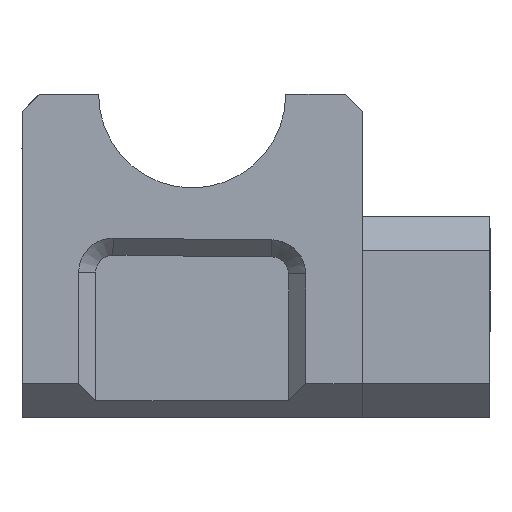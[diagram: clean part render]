
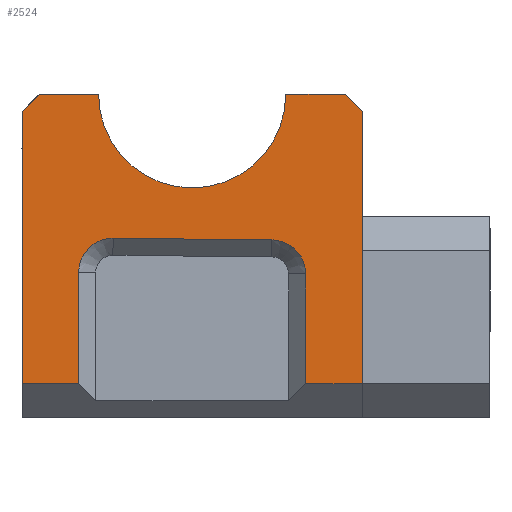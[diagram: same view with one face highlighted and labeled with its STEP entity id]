
A CAD part, left-side view. The second image highlights one B-rep face of the part: STEP entity #2524.
In plain terms, the highlighted planar face has unit normal (-1, 0, 0).
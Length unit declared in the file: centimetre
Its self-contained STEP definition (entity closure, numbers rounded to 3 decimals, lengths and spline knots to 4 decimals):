
#95=LINE('',#3741,#330);
#110=LINE('',#3823,#345);
#114=LINE('',#3831,#349);
#115=LINE('',#3833,#350);
#116=LINE('',#3835,#351);
#117=LINE('',#3839,#352);
#118=LINE('',#3843,#353);
#119=LINE('',#3844,#354);
#120=LINE('',#3846,#355);
#121=LINE('',#3848,#356);
#122=LINE('',#3851,#357);
#330=VECTOR('',#2992,1.);
#345=VECTOR('',#3025,1.);
#349=VECTOR('',#3031,1.);
#350=VECTOR('',#3032,1.);
#351=VECTOR('',#3033,1.);
#352=VECTOR('',#3036,1.);
#353=VECTOR('',#3039,1.);
#354=VECTOR('',#3040,1.);
#355=VECTOR('',#3041,1.);
#356=VECTOR('',#3042,1.);
#357=VECTOR('',#3045,1.);
#576=PLANE('',#2687);
#700=FACE_OUTER_BOUND('',#846,.T.);
#846=EDGE_LOOP('',(#1833,#1834,#1835,#1836,#1837,#1838,#1839,#1840,#1841,
#1842,#1843,#1844,#1845,#1846));
#1012=CIRCLE('',#2688,0.2);
#1013=CIRCLE('',#2689,0.2);
#1014=CIRCLE('',#2690,0.55);
#1141=VERTEX_POINT('',#3738);
#1142=VERTEX_POINT('',#3740);
#1159=VERTEX_POINT('',#3821);
#1160=VERTEX_POINT('',#3822);
#1163=VERTEX_POINT('',#3830);
#1164=VERTEX_POINT('',#3832);
#1165=VERTEX_POINT('',#3834);
#1166=VERTEX_POINT('',#3836);
#1167=VERTEX_POINT('',#3838);
#1168=VERTEX_POINT('',#3840);
#1169=VERTEX_POINT('',#3842);
#1170=VERTEX_POINT('',#3845);
#1171=VERTEX_POINT('',#3847);
#1172=VERTEX_POINT('',#3849);
#1409=EDGE_CURVE('',#1141,#1142,#95,.T.);
#1429=EDGE_CURVE('',#1159,#1160,#110,.T.);
#1433=EDGE_CURVE('',#1159,#1163,#114,.T.);
#1434=EDGE_CURVE('',#1164,#1163,#115,.T.);
#1435=EDGE_CURVE('',#1164,#1165,#116,.T.);
#1436=EDGE_CURVE('',#1165,#1166,#1012,.T.);
#1437=EDGE_CURVE('',#1166,#1167,#117,.T.);
#1438=EDGE_CURVE('',#1167,#1168,#1013,.T.);
#1439=EDGE_CURVE('',#1168,#1169,#118,.T.);
#1440=EDGE_CURVE('',#1142,#1169,#119,.T.);
#1441=EDGE_CURVE('',#1170,#1141,#120,.T.);
#1442=EDGE_CURVE('',#1171,#1170,#121,.F.);
#1443=EDGE_CURVE('',#1171,#1172,#1014,.T.);
#1444=EDGE_CURVE('',#1160,#1172,#122,.F.);
#1833=ORIENTED_EDGE('',*,*,#1429,.F.);
#1834=ORIENTED_EDGE('',*,*,#1433,.T.);
#1835=ORIENTED_EDGE('',*,*,#1434,.F.);
#1836=ORIENTED_EDGE('',*,*,#1435,.T.);
#1837=ORIENTED_EDGE('',*,*,#1436,.T.);
#1838=ORIENTED_EDGE('',*,*,#1437,.T.);
#1839=ORIENTED_EDGE('',*,*,#1438,.T.);
#1840=ORIENTED_EDGE('',*,*,#1439,.T.);
#1841=ORIENTED_EDGE('',*,*,#1440,.F.);
#1842=ORIENTED_EDGE('',*,*,#1409,.F.);
#1843=ORIENTED_EDGE('',*,*,#1441,.F.);
#1844=ORIENTED_EDGE('',*,*,#1442,.F.);
#1845=ORIENTED_EDGE('',*,*,#1443,.T.);
#1846=ORIENTED_EDGE('',*,*,#1444,.F.);
#2524=ADVANCED_FACE('',(#700),#576,.F.);
#2687=AXIS2_PLACEMENT_3D('',#3829,#3029,#3030);
#2688=AXIS2_PLACEMENT_3D('',#3837,#3034,#3035);
#2689=AXIS2_PLACEMENT_3D('',#3841,#3037,#3038);
#2690=AXIS2_PLACEMENT_3D('',#3850,#3043,#3044);
#2992=DIRECTION('',(0.,0.,-1.));
#3025=DIRECTION('',(0.,-0.707,0.707));
#3029=DIRECTION('center_axis',(1.,0.,0.));
#3030=DIRECTION('ref_axis',(0.,0.,1.));
#3031=DIRECTION('',(0.,0.,-1.));
#3032=DIRECTION('',(0.,1.,0.));
#3033=DIRECTION('',(0.,0.,1.));
#3034=DIRECTION('center_axis',(1.,0.,0.));
#3035=DIRECTION('ref_axis',(0.,-0.01,
1.));
#3036=DIRECTION('',(0.,-1.,-0.01));
#3037=DIRECTION('center_axis',(1.,0.,0.));
#3038=DIRECTION('ref_axis',(0.,-1.,0.));
#3039=DIRECTION('',(0.,0.,-1.));
#3040=DIRECTION('',(0.,1.,0.));
#3041=DIRECTION('',(0.,-0.707,-0.707));
#3042=DIRECTION('',(0.,1.,0.));
#3043=DIRECTION('center_axis',(1.,0.,0.));
#3044=DIRECTION('ref_axis',(0.,-1.,0.));
#3045=DIRECTION('',(0.,1.,0.));
#3738=CARTESIAN_POINT('',(-13.9762,8.0318,7.7742));
#3740=CARTESIAN_POINT('',(-13.9762,8.0318,6.1742));
#3741=CARTESIAN_POINT('',(-13.9762,8.0318,6.6742));
#3821=CARTESIAN_POINT('',(-13.9762,10.0318,7.7742));
#3822=CARTESIAN_POINT('',(-13.9762,9.9318,7.8742));
#3823=CARTESIAN_POINT('',(-13.9762,10.0318,7.7742));
#3829=CARTESIAN_POINT('Origin',(-13.9762,9.0318,6.6742));
#3830=CARTESIAN_POINT('',(-13.9762,10.0318,6.1742));
#3831=CARTESIAN_POINT('',(-13.9762,10.0318,6.6742));
#3832=CARTESIAN_POINT('',(-13.9762,9.6985,6.1742));
#3833=CARTESIAN_POINT('',(-13.9762,9.0318,6.1742));
#3834=CARTESIAN_POINT('',(-13.9762,9.6985,6.8283));
#3835=CARTESIAN_POINT('',(-13.9762,9.6985,6.1013));
#3836=CARTESIAN_POINT('',(-13.9762,9.4966,7.0282));
#3837=CARTESIAN_POINT('Origin',(-13.9762,9.4985,6.8283));
#3838=CARTESIAN_POINT('',(-13.9762,8.5632,7.019));
#3839=CARTESIAN_POINT('',(-13.9762,9.2622,7.0259));
#3840=CARTESIAN_POINT('',(-13.9762,8.3652,6.819));
#3841=CARTESIAN_POINT('Origin',(-13.9762,8.5652,6.819));
#3842=CARTESIAN_POINT('',(-13.9762,8.3652,6.1742));
#3843=CARTESIAN_POINT('',(-13.9762,8.3652,6.7216));
#3844=CARTESIAN_POINT('',(-13.9762,9.0318,6.1742));
#3845=CARTESIAN_POINT('',(-13.9762,8.1318,7.8742));
#3846=CARTESIAN_POINT('',(-13.9762,8.0318,7.7742));
#3847=CARTESIAN_POINT('',(-13.9762,8.4818,7.8742));
#3848=CARTESIAN_POINT('',(-13.9762,9.0318,7.8742));
#3849=CARTESIAN_POINT('',(-13.9762,9.5818,7.8742));
#3850=CARTESIAN_POINT('Origin',(-13.9762,9.0318,7.8742));
#3851=CARTESIAN_POINT('',(-13.9762,9.0318,7.8742));
